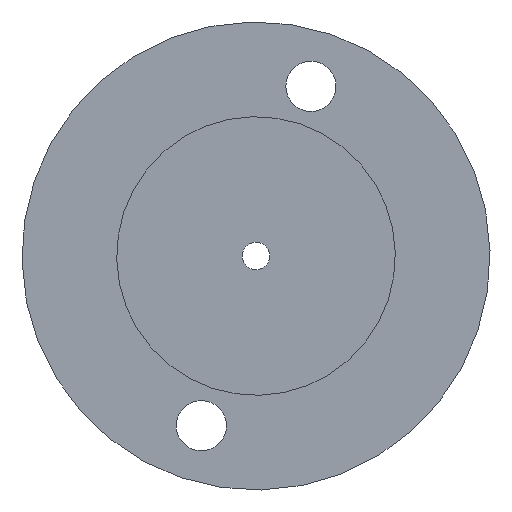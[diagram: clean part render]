
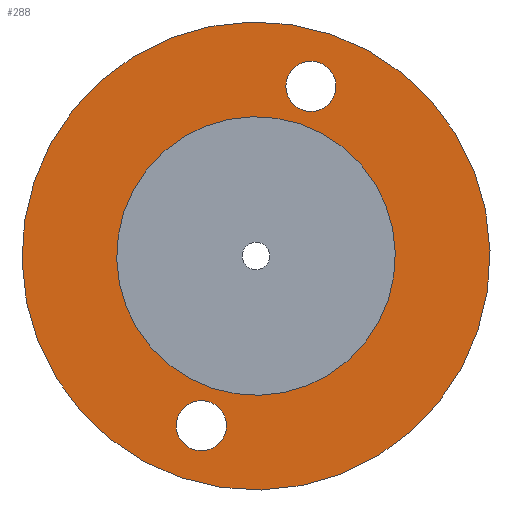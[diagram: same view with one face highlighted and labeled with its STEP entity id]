
A CAD part, left-side view. The second image highlights one B-rep face of the part: STEP entity #288.
In plain terms, the highlighted planar face has unit normal (-1, 0, 0).
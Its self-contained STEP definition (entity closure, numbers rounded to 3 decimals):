
#202=DIRECTION('Axis2P3D Direction',(1.,0.,0.)) ;
#214=DIRECTION('Axis2P3D Direction',(1.,0.,0.)) ;
#226=DIRECTION('Axis2P3D Direction',(1.,0.,0.)) ;
#227=DIRECTION('Axis2P3D XDirection',(0.,1.,0.)) ;
#235=DIRECTION('Axis2P3D Direction',(1.,0.,0.)) ;
#244=DIRECTION('Axis2P3D Direction',(1.,0.,0.)) ;
#253=DIRECTION('Axis2P3D Direction',(1.,0.,0.)) ;
#262=DIRECTION('Axis2P3D Direction',(1.,0.,0.)) ;
#271=DIRECTION('Axis2P3D Direction',(1.,0.,0.)) ;
#280=DIRECTION('Axis2P3D Direction',(1.,0.,0.)) ;
#191=CARTESIAN_POINT('Vertex',(50.,-10.068,18.429)) ;
#198=CARTESIAN_POINT('Vertex',(50.,10.068,-18.429)) ;
#201=CARTESIAN_POINT('Axis2P3D Location',(50.,0.,0.)) ;
#213=CARTESIAN_POINT('Axis2P3D Location',(50.,0.,0.)) ;
#225=CARTESIAN_POINT('Axis2P3D Location',(50.,0.,21.)) ;
#234=CARTESIAN_POINT('Axis2P3D Location',(50.,0.,0.)) ;
#238=CARTESIAN_POINT('Vertex',(50.,5.993,-10.97)) ;
#240=CARTESIAN_POINT('Vertex',(50.,-5.993,10.97)) ;
#243=CARTESIAN_POINT('Axis2P3D Location',(50.,0.,0.)) ;
#252=CARTESIAN_POINT('Axis2P3D Location',(50.,4.906,-15.229)) ;
#256=CARTESIAN_POINT('Vertex',(50.,2.656,-15.229)) ;
#258=CARTESIAN_POINT('Vertex',(50.,7.156,-15.229)) ;
#261=CARTESIAN_POINT('Axis2P3D Location',(50.,4.906,-15.229)) ;
#270=CARTESIAN_POINT('Axis2P3D Location',(50.,-4.926,15.223)) ;
#274=CARTESIAN_POINT('Vertex',(50.,-7.176,15.223)) ;
#276=CARTESIAN_POINT('Vertex',(50.,-2.676,15.223)) ;
#279=CARTESIAN_POINT('Axis2P3D Location',(50.,-4.926,15.223)) ;
#203=AXIS2_PLACEMENT_3D('Circle Axis2P3D',#201,#202,$) ;
#215=AXIS2_PLACEMENT_3D('Circle Axis2P3D',#213,#214,$) ;
#228=AXIS2_PLACEMENT_3D('Plane Axis2P3D',#225,#226,#227) ;
#236=AXIS2_PLACEMENT_3D('Circle Axis2P3D',#234,#235,$) ;
#245=AXIS2_PLACEMENT_3D('Circle Axis2P3D',#243,#244,$) ;
#254=AXIS2_PLACEMENT_3D('Circle Axis2P3D',#252,#253,$) ;
#263=AXIS2_PLACEMENT_3D('Circle Axis2P3D',#261,#262,$) ;
#272=AXIS2_PLACEMENT_3D('Circle Axis2P3D',#270,#271,$) ;
#281=AXIS2_PLACEMENT_3D('Circle Axis2P3D',#279,#280,$) ;
#251=FACE_BOUND('',#248,.T.) ;
#269=FACE_BOUND('',#266,.T.) ;
#287=FACE_BOUND('',#284,.T.) ;
#205=EDGE_CURVE('',#199,#192,#204,.T.) ;
#217=EDGE_CURVE('',#192,#199,#216,.T.) ;
#242=EDGE_CURVE('',#239,#241,#237,.T.) ;
#247=EDGE_CURVE('',#241,#239,#246,.T.) ;
#260=EDGE_CURVE('',#257,#259,#255,.T.) ;
#265=EDGE_CURVE('',#259,#257,#264,.T.) ;
#278=EDGE_CURVE('',#275,#277,#273,.T.) ;
#283=EDGE_CURVE('',#277,#275,#282,.T.) ;
#229=PLANE('Plane',#228) ;
#231=ORIENTED_EDGE('',*,*,#217,.F.) ;
#232=ORIENTED_EDGE('',*,*,#205,.F.) ;
#249=ORIENTED_EDGE('',*,*,#242,.T.) ;
#250=ORIENTED_EDGE('',*,*,#247,.T.) ;
#267=ORIENTED_EDGE('',*,*,#260,.T.) ;
#268=ORIENTED_EDGE('',*,*,#265,.T.) ;
#285=ORIENTED_EDGE('',*,*,#278,.T.) ;
#286=ORIENTED_EDGE('',*,*,#283,.T.) ;
#288=ADVANCED_FACE('Corps principal',(#233,#251,#269,#287),#229,.F.) ;
#204=CIRCLE('generated circle',#203,21.) ;
#216=CIRCLE('generated circle',#215,21.) ;
#237=CIRCLE('generated circle',#236,12.5) ;
#246=CIRCLE('generated circle',#245,12.5) ;
#255=CIRCLE('generated circle',#254,2.25) ;
#264=CIRCLE('generated circle',#263,2.25) ;
#273=CIRCLE('generated circle',#272,2.25) ;
#282=CIRCLE('generated circle',#281,2.25) ;
#192=VERTEX_POINT('',#191) ;
#199=VERTEX_POINT('',#198) ;
#239=VERTEX_POINT('',#238) ;
#241=VERTEX_POINT('',#240) ;
#257=VERTEX_POINT('',#256) ;
#259=VERTEX_POINT('',#258) ;
#275=VERTEX_POINT('',#274) ;
#277=VERTEX_POINT('',#276) ;
#230=EDGE_LOOP('',(#231,#232)) ;
#248=EDGE_LOOP('',(#249,#250)) ;
#266=EDGE_LOOP('',(#267,#268)) ;
#284=EDGE_LOOP('',(#285,#286)) ;
#233=FACE_OUTER_BOUND('',#230,.T.) ;
